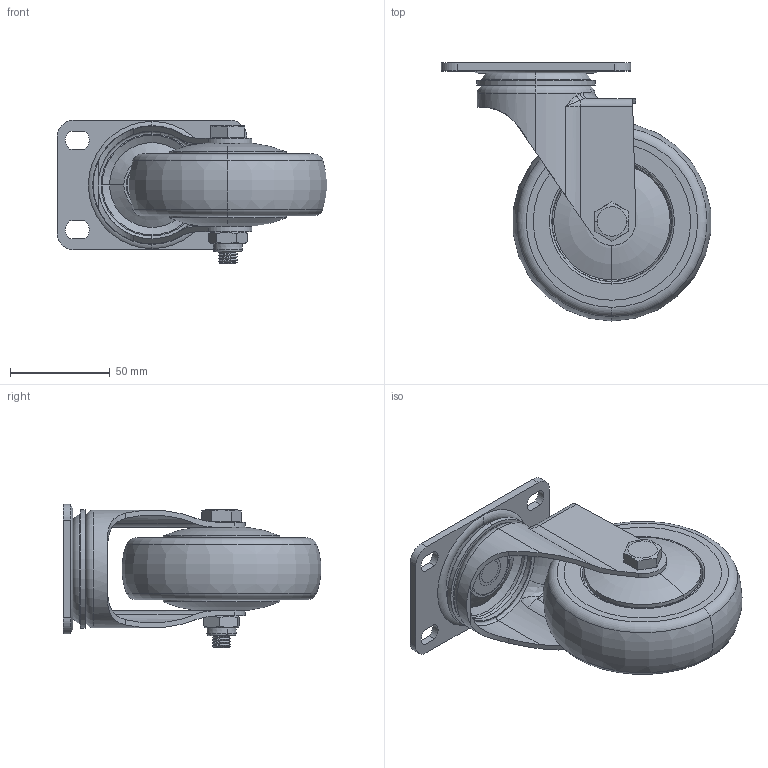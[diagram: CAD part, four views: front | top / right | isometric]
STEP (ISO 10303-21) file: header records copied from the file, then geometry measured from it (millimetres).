
FILE_DESCRIPTION (( 'STEP AP203' ), '1' );
FILE_NAME ('11390400172013.STEP', '2025-04-17T07:36:25', ( '20241006' ), ( '' ), 'SwSTEP 2.0', 'SolidWorks 2021', '' );
FILE_SCHEMA (( 'CONFIG_CONTROL_DESIGN' ));
Length unit declared in the file: millimetre
Products named in the file (8): ___UM10^39____4______AQPU__.STEP.STEP.STEP; 11390400172013; _s__2^39____4______AQPU__.STEP.STEP.STEP; _g_v^39____4______AQPU__.STEP.STEP.STEP; ___O^39____4______AQPU__.STEP.STEP.STEP; ____ 4''''''''''''''''PPR________^4''''''''39________________________________.STEP.STEP; 50_t_C____^39____4______AQPU__.STEP.STEP.STEP; _j_i_L^39____4______AQPU__.STEP.STEP.STEP
Assembly tree (7 placements, depth 2):
  11390400172013
    _s__2^39____4______AQPU__.STEP.STEP.STEP
    _j_i_L^39____4______AQPU__.STEP.STEP.STEP
    ___O^39____4______AQPU__.STEP.STEP.STEP
    50_t_C____^39____4______AQPU__.STEP.STEP.STEP
    ___UM10^39____4______AQPU__.STEP.STEP.STEP
    _g_v^39____4______AQPU__.STEP.STEP.STEP
    ____ 4''''''''''''''''PPR________^4''''''''39________________________________.STEP.STEP
Bounding box: 135.14 x 129.43 x 71.97 mm (x, y, z)
Volume: 274486.8 mm3; surface area: 81274.1 mm2
Topology: 7 solids, 7 shells, 264 faces, 614 edges, 376 vertices
Faces by surface type: plane 76, cylinder 70, torus 58, cone 39, bspline 21
Entity records: 11627 total; most frequent: CARTESIAN_POINT 4754, DIRECTION 1342, ORIENTED_EDGE 1224, EDGE_CURVE 612, AXIS2_PLACEMENT_3D 562, VERTEX_POINT 376, CIRCLE 309, EDGE_LOOP 302
